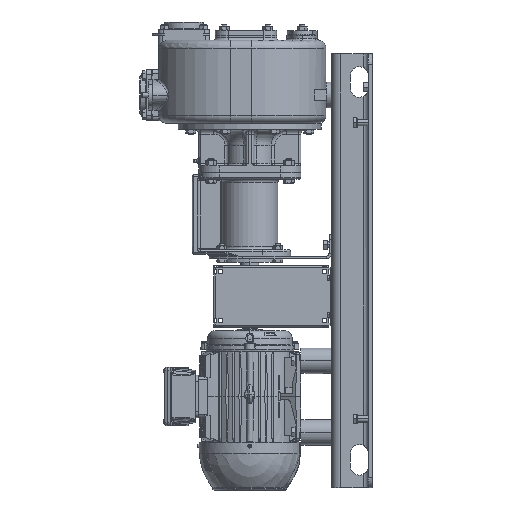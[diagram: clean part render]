
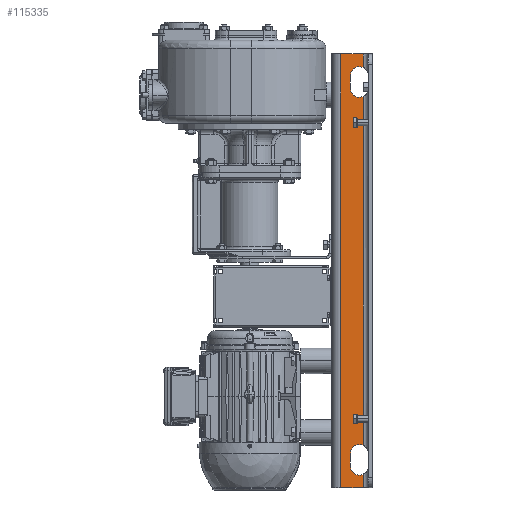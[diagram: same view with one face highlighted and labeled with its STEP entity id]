
A CAD part, left-side view. The second image highlights one B-rep face of the part: STEP entity #115335.
In plain terms, the highlighted planar face has unit normal (-1, 0, 0).
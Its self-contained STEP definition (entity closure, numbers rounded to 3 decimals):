
#1925=DIRECTION('',(0.,0.,-1.));
#1926=VECTOR('',#1925,850.);
#1927=CARTESIAN_POINT('',(-160.,-18.,80.5));
#1928=LINE('',#1927,#1926);
#8457=DIRECTION('',(0.,0.,-1.));
#8458=VECTOR('',#8457,25.);
#8459=CARTESIAN_POINT('',(-160.,-37.,38.));
#8460=LINE('',#8459,#8458);
#8461=CARTESIAN_POINT('',(-160.,-54.5,13.));
#8462=DIRECTION('',(1.,0.,0.));
#8463=DIRECTION('',(0.,-0.429,-0.904));
#8464=AXIS2_PLACEMENT_3D('',#8461,#8462,#8463);
#8466=DIRECTION('',(0.,0.,-1.));
#8467=VECTOR('',#8466,683.377);
#8468=CARTESIAN_POINT('',(-160.,-62.,-2.811));
#8469=LINE('',#8468,#8467);
#8470=CARTESIAN_POINT('',(-160.,-54.5,-702.));
#8471=DIRECTION('',(1.,0.,0.));
#8472=DIRECTION('',(0.,1.,0.));
#8473=AXIS2_PLACEMENT_3D('',#8470,#8471,#8472);
#8475=DIRECTION('',(0.,0.,-1.));
#8476=VECTOR('',#8475,25.);
#8477=CARTESIAN_POINT('',(-160.,-37.,-702.));
#8478=LINE('',#8477,#8476);
#8479=CARTESIAN_POINT('',(-160.,-54.5,-727.));
#8480=DIRECTION('',(1.,0.,0.));
#8481=DIRECTION('',(0.,-0.429,-0.904));
#8482=AXIS2_PLACEMENT_3D('',#8479,#8480,#8481);
#8484=DIRECTION('',(0.,0.,-1.));
#8485=VECTOR('',#8484,26.689);
#8486=CARTESIAN_POINT('',(-160.,-62.,-742.811));
#8487=LINE('',#8486,#8485);
#8488=DIRECTION('',(0.,0.,-1.));
#8489=VECTOR('',#8488,26.689);
#8490=CARTESIAN_POINT('',(-160.,-62.,80.5));
#8491=LINE('',#8490,#8489);
#8492=CARTESIAN_POINT('',(-160.,-54.5,38.));
#8493=DIRECTION('',(1.,0.,0.));
#8494=DIRECTION('',(0.,1.,0.));
#8495=AXIS2_PLACEMENT_3D('',#8492,#8493,#8494);
#8551=CARTESIAN_POINT('',(-160.,-62.,-2.811));
#8557=CARTESIAN_POINT('',(-160.,-62.,-686.189));
#8699=CARTESIAN_POINT('',(-160.,-62.,53.811));
#8929=DIRECTION('',(0.,1.,0.));
#8930=VECTOR('',#8929,44.);
#8931=CARTESIAN_POINT('',(-160.,-62.,80.5));
#8932=LINE('',#8931,#8930);
#9037=CARTESIAN_POINT('',(-160.,-62.,-742.811));
#9249=DIRECTION('',(0.,1.,0.));
#9250=VECTOR('',#9249,44.);
#9251=CARTESIAN_POINT('',(-160.,-62.,-769.5));
#9252=LINE('',#9251,#9250);
#106801=CARTESIAN_POINT('',(-160.,-62.,80.5));
#106803=VERTEX_POINT('',#106801);
#106804=CARTESIAN_POINT('',(-160.,-18.,80.5));
#106805=VERTEX_POINT('',#106804);
#106817=CARTESIAN_POINT('',(-160.,-62.,-769.5));
#106819=VERTEX_POINT('',#106817);
#106820=CARTESIAN_POINT('',(-160.,-18.,-769.5));
#106821=VERTEX_POINT('',#106820);
#106941=VERTEX_POINT('',#8551);
#106944=VERTEX_POINT('',#8699);
#106946=VERTEX_POINT('',#9037);
#106949=VERTEX_POINT('',#8557);
#106950=CARTESIAN_POINT('',(-160.,-37.,38.));
#106951=CARTESIAN_POINT('',(-160.,-37.,13.));
#106952=VERTEX_POINT('',#106950);
#106953=VERTEX_POINT('',#106951);
#106954=CARTESIAN_POINT('',(-160.,-37.,-727.));
#106955=VERTEX_POINT('',#106954);
#106956=CARTESIAN_POINT('',(-160.,-37.,-702.));
#106957=VERTEX_POINT('',#106956);
#115306=CARTESIAN_POINT('',(-160.,-62.,80.5));
#115307=DIRECTION('',(-1.,0.,0.));
#115308=DIRECTION('',(0.,1.,0.));
#115309=AXIS2_PLACEMENT_3D('',#115306,#115307,#115308);
#115310=PLANE('',#115309);
#115311=ORIENTED_EDGE('',*,*,#115296,.T.);
#115313=ORIENTED_EDGE('',*,*,#115312,.F.);
#115315=ORIENTED_EDGE('',*,*,#115314,.T.);
#115317=ORIENTED_EDGE('',*,*,#115316,.F.);
#115319=ORIENTED_EDGE('',*,*,#115318,.T.);
#115321=ORIENTED_EDGE('',*,*,#115320,.F.);
#115323=ORIENTED_EDGE('',*,*,#115322,.T.);
#115325=ORIENTED_EDGE('',*,*,#115324,.T.);
#115326=ORIENTED_EDGE('',*,*,#110435,.F.);
#115328=ORIENTED_EDGE('',*,*,#115327,.F.);
#115330=ORIENTED_EDGE('',*,*,#115329,.T.);
#115332=ORIENTED_EDGE('',*,*,#115331,.F.);
#115333=EDGE_LOOP('',(#115311,#115313,#115315,#115317,#115319,#115321,#115323,
#115325,#115326,#115328,#115330,#115332));
#115334=FACE_OUTER_BOUND('',#115333,.F.);
#115335=ADVANCED_FACE('',(#115334),#115310,.T.);
#8465=CIRCLE('',#8464,17.5);
#8474=CIRCLE('',#8473,17.5);
#8483=CIRCLE('',#8482,17.5);
#8496=CIRCLE('',#8495,17.5);
#110435=EDGE_CURVE('',#106805,#106821,#1928,.T.);
#115296=EDGE_CURVE('',#106952,#106953,#8460,.T.);
#115312=EDGE_CURVE('',#106941,#106953,#8465,.T.);
#115314=EDGE_CURVE('',#106941,#106949,#8469,.T.);
#115316=EDGE_CURVE('',#106957,#106949,#8474,.T.);
#115318=EDGE_CURVE('',#106957,#106955,#8478,.T.);
#115320=EDGE_CURVE('',#106946,#106955,#8483,.T.);
#115322=EDGE_CURVE('',#106946,#106819,#8487,.T.);
#115324=EDGE_CURVE('',#106819,#106821,#9252,.T.);
#115327=EDGE_CURVE('',#106803,#106805,#8932,.T.);
#115329=EDGE_CURVE('',#106803,#106944,#8491,.T.);
#115331=EDGE_CURVE('',#106952,#106944,#8496,.T.);
